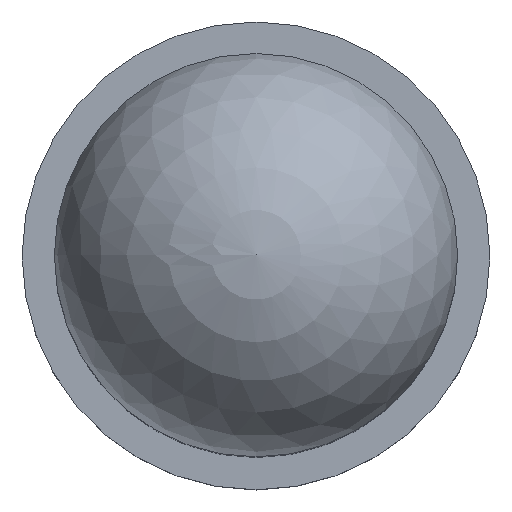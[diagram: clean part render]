
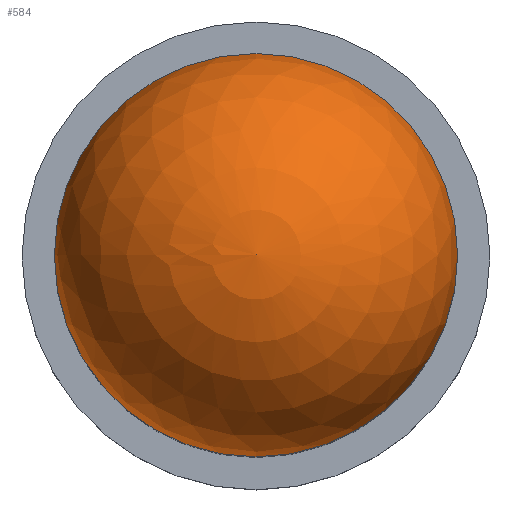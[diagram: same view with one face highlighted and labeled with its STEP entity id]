
A CAD part, top view. The second image highlights one B-rep face of the part: STEP entity #584.
In plain terms, the highlighted spherical face has radius 2.5 mm.
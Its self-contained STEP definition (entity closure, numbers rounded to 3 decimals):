
#19=SPHERICAL_SURFACE('',#641,2.5);
#177=FACE_OUTER_BOUND('',#214,.T.);
#214=EDGE_LOOP('',(#397,#398,#399,#400));
#249=CIRCLE('',#639,2.5);
#250=CIRCLE('',#640,2.5);
#251=CIRCLE('',#642,2.5);
#255=VERTEX_POINT('',#847);
#256=VERTEX_POINT('',#849);
#257=VERTEX_POINT('',#853);
#309=EDGE_CURVE('',#255,#256,#249,.T.);
#310=EDGE_CURVE('',#256,#255,#250,.T.);
#311=EDGE_CURVE('',#257,#256,#251,.T.);
#397=ORIENTED_EDGE('',*,*,#310,.F.);
#398=ORIENTED_EDGE('',*,*,#311,.F.);
#399=ORIENTED_EDGE('',*,*,#311,.T.);
#400=ORIENTED_EDGE('',*,*,#309,.F.);
#584=ADVANCED_FACE('',(#177),#19,.T.);
#639=AXIS2_PLACEMENT_3D('',#850,#692,#693);
#640=AXIS2_PLACEMENT_3D('',#851,#694,#695);
#641=AXIS2_PLACEMENT_3D('',#852,#696,#697);
#642=AXIS2_PLACEMENT_3D('',#854,#698,#699);
#692=DIRECTION('center_axis',(0.,0.,-1.));
#693=DIRECTION('ref_axis',(1.,0.,0.));
#694=DIRECTION('center_axis',(0.,0.,-1.));
#695=DIRECTION('ref_axis',(1.,0.,0.));
#696=DIRECTION('center_axis',(0.,0.,1.));
#697=DIRECTION('ref_axis',(1.,0.,0.));
#698=DIRECTION('center_axis',(0.,-1.,0.));
#699=DIRECTION('ref_axis',(-1.,0.,0.));
#847=CARTESIAN_POINT('',(2.5,0.,0.));
#849=CARTESIAN_POINT('',(-2.5,0.,0.));
#850=CARTESIAN_POINT('Origin',(0.,0.,0.));
#851=CARTESIAN_POINT('Origin',(0.,0.,0.));
#852=CARTESIAN_POINT('Origin',(0.,0.,0.));
#853=CARTESIAN_POINT('',(0.,0.,2.5));
#854=CARTESIAN_POINT('Origin',(0.,0.,0.));
